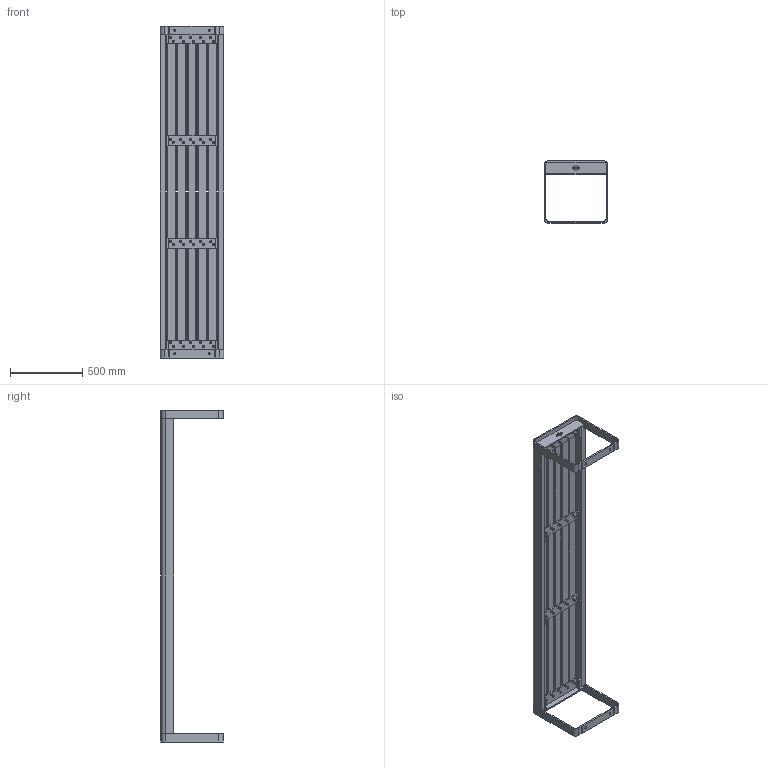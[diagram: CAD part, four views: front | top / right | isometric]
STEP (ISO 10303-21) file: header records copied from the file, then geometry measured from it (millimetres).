
FILE_DESCRIPTION (( 'STEP AP203' ), '1' );
FILE_NAME ('STBE.2300.STEP', '2021-03-04T07:18:28', ( '' ), ( '' ), 'SwSTEP 2.0', 'SolidWorks 2020', '' );
FILE_SCHEMA (( 'CONFIG_CONTROL_DESIGN' ));
Length unit declared in the file: millimetre
Products named in the file (16): STBE_A_Leg; STBE.2300_Wood; STBE_P_Reinf wood 3; STBE_P_Leg side Bottom; STBE_P_Reinf wood 4; FURNS Brandtag sticker; STBE.2300; STBE_P_Reinf wood 2B; STBE.2300_Wood corner; STBE_P_Reinf wood 2A; STBE_A_Reinf Wood 30; STBE_P_Reinf wood 1; STBE_P_Leg Side Top; STBE_P_Leg side plate
Assembly tree (30 placements, depth 3):
  STBE.2300
    STBE_A_Leg
      STBE_P_Leg Side Top
      STBE_P_Leg side plate
      STBE_P_Reinf wood 1
      STBE_P_Reinf wood 2A
      STBE_P_Reinf wood 2B
      STBE_P_Leg side Bottom
    STBE_A_Reinf Wood 30
      STBE_P_Reinf wood 3
      STBE_P_Reinf wood 4  x2
    STBE_A_Reinf Wood 30
      STBE_P_Reinf wood 3
      STBE_P_Reinf wood 4  x2
    STBE.2300_Wood  x5
    STBE.2300_Wood corner  x2
    STBE_A_Leg
      STBE_P_Leg Side Top
      STBE_P_Leg side plate
      STBE_P_Reinf wood 1
      STBE_P_Reinf wood 2A
      STBE_P_Reinf wood 2B
      STBE_P_Leg side Bottom
    FURNS Brandtag sticker
Bounding box: 440 x 430 x 2300 mm (x, y, z)
Volume: 44780030.6 mm3; surface area: 4163757.5 mm2
Topology: 26 solids, 26 shells, 895 faces, 2293 edges, 1470 vertices
Faces by surface type: plane 516, cylinder 173, cone 120, bspline 86
Entity records: 20569 total; most frequent: CARTESIAN_POINT 4367, ORIENTED_EDGE 3054, DIRECTION 2633, EDGE_CURVE 1527, LINE 1137, VECTOR 1137, VERTEX_POINT 990, AXIS2_PLACEMENT_3D 748
